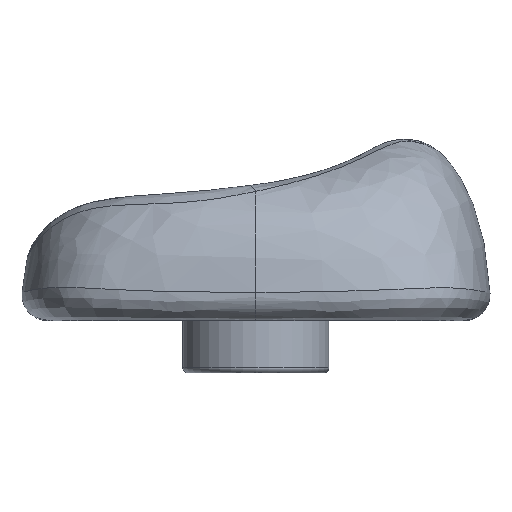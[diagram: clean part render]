
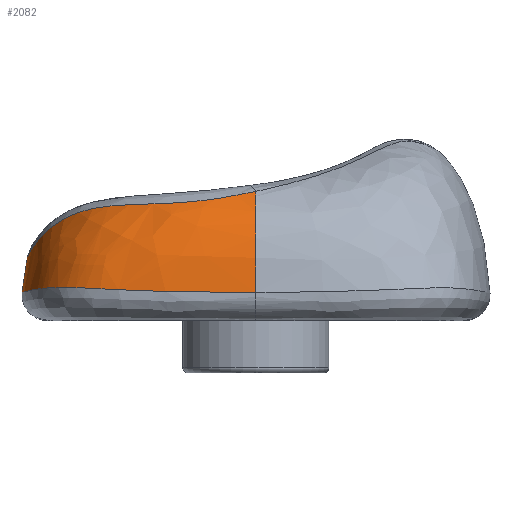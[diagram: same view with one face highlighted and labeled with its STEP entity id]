
A CAD part, left-side view. The second image highlights one B-rep face of the part: STEP entity #2082.
In plain terms, the highlighted free-form (B-spline) face has degree [3, 3] with [8, 5] control points.
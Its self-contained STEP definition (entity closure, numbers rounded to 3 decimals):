
#17=(
BOUNDED_CURVE()
B_SPLINE_CURVE(5,(#7566,#7567,#7568,#7569,#7570,#7571,#7572),
 .UNSPECIFIED.,.F.,.F.)
B_SPLINE_CURVE_WITH_KNOTS((6,1,6),(0.095,0.2,0.23),
 .UNSPECIFIED.)
CURVE()
GEOMETRIC_REPRESENTATION_ITEM()
RATIONAL_B_SPLINE_CURVE((1.,1.,1.,1.,1.,1.,1.))
REPRESENTATION_ITEM('')
);
#18=(
BOUNDED_CURVE()
B_SPLINE_CURVE(5,(#8951,#8952,#8953,#8954,#8955,#8956,#8957,#8958),
 .UNSPECIFIED.,.F.,.F.)
B_SPLINE_CURVE_WITH_KNOTS((6,1,1,6),(0.095,0.2,0.4,0.597),
 .UNSPECIFIED.)
CURVE()
GEOMETRIC_REPRESENTATION_ITEM()
RATIONAL_B_SPLINE_CURVE((1.,1.,1.,1.,1.,1.,1.,1.))
REPRESENTATION_ITEM('')
);
#321=FACE_OUTER_BOUND('',#453,.T.);
#453=EDGE_LOOP('',(#1863,#1864,#1865,#1866));
#700=B_SPLINE_CURVE_WITH_KNOTS('',3,(#7155,#7156,#7157,#7158,#7159,#7160,
#7161,#7162,#7163,#7164,#7165,#7166,#7167,#7168),.UNSPECIFIED.,.F.,.F.,
(4,1,1,1,1,1,1,1,1,1,1,4),(-1.392,-1.193,-0.994,
-0.895,-0.795,-0.696,-0.596,
-0.547,-0.497,-0.398,-0.199,
0.),.UNSPECIFIED.);
#705=B_SPLINE_CURVE_WITH_KNOTS('',3,(#7653,#7654,#7655,#7656,#7657,#7658,
#7659,#7660,#7661,#7662,#7663),.UNSPECIFIED.,.F.,.F.,(4,1,1,1,1,1,1,1,4),
(-1.101,-0.944,-0.787,-0.708,
-0.629,-0.472,-0.315,-0.157,
0.),.UNSPECIFIED.);
#894=VERTEX_POINT('',#7051);
#896=VERTEX_POINT('',#7153);
#900=VERTEX_POINT('',#7565);
#902=VERTEX_POINT('',#7652);
#1208=EDGE_CURVE('',#896,#894,#700,.T.);
#1215=EDGE_CURVE('',#894,#900,#17,.T.);
#1218=EDGE_CURVE('',#900,#902,#705,.T.);
#1228=EDGE_CURVE('',#896,#902,#18,.T.);
#1863=ORIENTED_EDGE('',*,*,#1208,.F.);
#1864=ORIENTED_EDGE('',*,*,#1228,.T.);
#1865=ORIENTED_EDGE('',*,*,#1218,.F.);
#1866=ORIENTED_EDGE('',*,*,#1215,.F.);
#1953=B_SPLINE_SURFACE_WITH_KNOTS('',3,3,((#8959,#8960,#8961,#8962,#8963),
(#8964,#8965,#8966,#8967,#8968),(#8969,#8970,#8971,#8972,#8973),(#8974,
#8975,#8976,#8977,#8978),(#8979,#8980,#8981,#8982,#8983),(#8984,#8985,#8986,
#8987,#8988),(#8989,#8990,#8991,#8992,#8993),(#8994,#8995,#8996,#8997,#8998)),
 .UNSPECIFIED.,.F.,.F.,.F.,(4,1,1,1,1,4),(4,1,4),(0.,0.143,
0.286,0.571,0.857,1.),(0.095,
0.382,0.597),.UNSPECIFIED.);
#2082=ADVANCED_FACE('',(#321),#1953,.T.);
#7051=CARTESIAN_POINT('',(0.,8.961,1.077));
#7153=CARTESIAN_POINT('',(-8.961,0.,1.077));
#7155=CARTESIAN_POINT('Ctrl Pts',(-8.961,0.,
1.077));
#7156=CARTESIAN_POINT('Ctrl Pts',(-8.962,0.678,1.076));
#7157=CARTESIAN_POINT('Ctrl Pts',(-8.932,2.03,1.084));
#7158=CARTESIAN_POINT('Ctrl Pts',(-8.811,3.734,1.122));
#7159=CARTESIAN_POINT('Ctrl Pts',(-8.551,5.164,1.178));
#7160=CARTESIAN_POINT('Ctrl Pts',(-8.21,6.271,1.239));
#7161=CARTESIAN_POINT('Ctrl Pts',(-7.453,7.448,1.297));
#7162=CARTESIAN_POINT('Ctrl Pts',(-6.467,8.086,1.25));
#7163=CARTESIAN_POINT('Ctrl Pts',(-5.722,8.373,1.209));
#7164=CARTESIAN_POINT('Ctrl Pts',(-4.985,8.585,1.172));
#7165=CARTESIAN_POINT('Ctrl Pts',(-3.74,8.805,1.124));
#7166=CARTESIAN_POINT('Ctrl Pts',(-2.027,8.932,1.088));
#7167=CARTESIAN_POINT('Ctrl Pts',(-0.677,8.961,1.077));
#7168=CARTESIAN_POINT('Ctrl Pts',(0.,8.961,
1.077));
#7565=CARTESIAN_POINT('',(0.,8.762,2.4));
#7566=CARTESIAN_POINT('Ctrl Pts',(0.,8.961,
1.077));
#7567=CARTESIAN_POINT('Ctrl Pts',(0.,8.944,
1.302));
#7568=CARTESIAN_POINT('Ctrl Pts',(0.,8.915,
1.58));
#7569=CARTESIAN_POINT('Ctrl Pts',(0.,8.878,
1.847));
#7570=CARTESIAN_POINT('Ctrl Pts',(0.,8.831,
2.103));
#7571=CARTESIAN_POINT('Ctrl Pts',(0.,8.775,
2.347));
#7572=CARTESIAN_POINT('Ctrl Pts',(0.,8.762,
2.4));
#7652=CARTESIAN_POINT('',(-6.878,0.,4.95));
#7653=CARTESIAN_POINT('Ctrl Pts',(0.,8.762,
2.4));
#7654=CARTESIAN_POINT('Ctrl Pts',(-0.56,8.762,2.4));
#7655=CARTESIAN_POINT('Ctrl Pts',(-1.674,8.702,2.524));
#7656=CARTESIAN_POINT('Ctrl Pts',(-3.093,8.438,2.999));
#7657=CARTESIAN_POINT('Ctrl Pts',(-4.282,7.799,3.665));
#7658=CARTESIAN_POINT('Ctrl Pts',(-5.408,6.745,4.257));
#7659=CARTESIAN_POINT('Ctrl Pts',(-6.479,5.269,4.459));
#7660=CARTESIAN_POINT('Ctrl Pts',(-7.212,3.481,4.472));
#7661=CARTESIAN_POINT('Ctrl Pts',(-7.371,1.72,4.607));
#7662=CARTESIAN_POINT('Ctrl Pts',(-7.093,0.568,4.843));
#7663=CARTESIAN_POINT('Ctrl Pts',(-6.878,0.,
4.95));
#8951=CARTESIAN_POINT('Ctrl Pts',(-8.961,0.,
1.077));
#8952=CARTESIAN_POINT('Ctrl Pts',(-8.944,0.,
1.302));
#8953=CARTESIAN_POINT('Ctrl Pts',(-8.879,0.,
1.933));
#8954=CARTESIAN_POINT('Ctrl Pts',(-8.7,0.,
2.872));
#8955=CARTESIAN_POINT('Ctrl Pts',(-8.383,0.,
3.66));
#8956=CARTESIAN_POINT('Ctrl Pts',(-7.855,0.,
4.317));
#8957=CARTESIAN_POINT('Ctrl Pts',(-7.24,0.,
4.754));
#8958=CARTESIAN_POINT('Ctrl Pts',(-6.878,0.,
4.95));
#8959=CARTESIAN_POINT('Ctrl Pts',(0.,8.961,
1.073));
#8960=CARTESIAN_POINT('Ctrl Pts',(0.,8.882,
2.097));
#8961=CARTESIAN_POINT('Ctrl Pts',(0.,8.55,
3.57));
#8962=CARTESIAN_POINT('Ctrl Pts',(0.,7.538,
4.593));
#8963=CARTESIAN_POINT('Ctrl Pts',(0.,6.878,
4.95));
#8964=CARTESIAN_POINT('Ctrl Pts',(-0.914,8.961,1.073));
#8965=CARTESIAN_POINT('Ctrl Pts',(-0.864,8.882,2.097));
#8966=CARTESIAN_POINT('Ctrl Pts',(-0.777,8.55,3.57));
#8967=CARTESIAN_POINT('Ctrl Pts',(-0.647,7.538,4.593));
#8968=CARTESIAN_POINT('Ctrl Pts',(-0.577,6.878,4.95));
#8969=CARTESIAN_POINT('Ctrl Pts',(-2.759,8.913,1.073));
#8970=CARTESIAN_POINT('Ctrl Pts',(-2.627,8.821,2.097));
#8971=CARTESIAN_POINT('Ctrl Pts',(-2.369,8.469,3.57));
#8972=CARTESIAN_POINT('Ctrl Pts',(-1.966,7.449,4.593));
#8973=CARTESIAN_POINT('Ctrl Pts',(-1.752,6.79,4.95));
#8974=CARTESIAN_POINT('Ctrl Pts',(-5.934,8.54,1.073));
#8975=CARTESIAN_POINT('Ctrl Pts',(-5.714,8.392,2.097));
#8976=CARTESIAN_POINT('Ctrl Pts',(-5.216,7.956,3.569));
#8977=CARTESIAN_POINT('Ctrl Pts',(-4.366,6.913,4.592));
#8978=CARTESIAN_POINT('Ctrl Pts',(-3.902,6.272,4.95));
#8979=CARTESIAN_POINT('Ctrl Pts',(-8.27,7.215,1.073));
#8980=CARTESIAN_POINT('Ctrl Pts',(-8.079,6.992,2.096));
#8981=CARTESIAN_POINT('Ctrl Pts',(-7.566,6.459,3.568));
#8982=CARTESIAN_POINT('Ctrl Pts',(-6.492,5.471,4.592));
#8983=CARTESIAN_POINT('Ctrl Pts',(-5.861,4.914,4.949));
#8984=CARTESIAN_POINT('Ctrl Pts',(-8.883,3.717,1.073));
#8985=CARTESIAN_POINT('Ctrl Pts',(-8.789,3.545,2.096));
#8986=CARTESIAN_POINT('Ctrl Pts',(-8.443,3.205,3.568));
#8987=CARTESIAN_POINT('Ctrl Pts',(-7.433,2.666,4.592));
#8988=CARTESIAN_POINT('Ctrl Pts',(-6.778,2.376,4.949));
#8989=CARTESIAN_POINT('Ctrl Pts',(-8.962,0.914,1.073));
#8990=CARTESIAN_POINT('Ctrl Pts',(-8.885,0.865,2.097));
#8991=CARTESIAN_POINT('Ctrl Pts',(-8.562,0.776,3.569));
#8992=CARTESIAN_POINT('Ctrl Pts',(-7.557,0.645,4.593));
#8993=CARTESIAN_POINT('Ctrl Pts',(-6.897,0.577,4.95));
#8994=CARTESIAN_POINT('Ctrl Pts',(-8.961,0.,
1.073));
#8995=CARTESIAN_POINT('Ctrl Pts',(-8.882,0.,
2.097));
#8996=CARTESIAN_POINT('Ctrl Pts',(-8.55,0.,
3.57));
#8997=CARTESIAN_POINT('Ctrl Pts',(-7.538,0.,
4.593));
#8998=CARTESIAN_POINT('Ctrl Pts',(-6.878,0.,
4.95));
